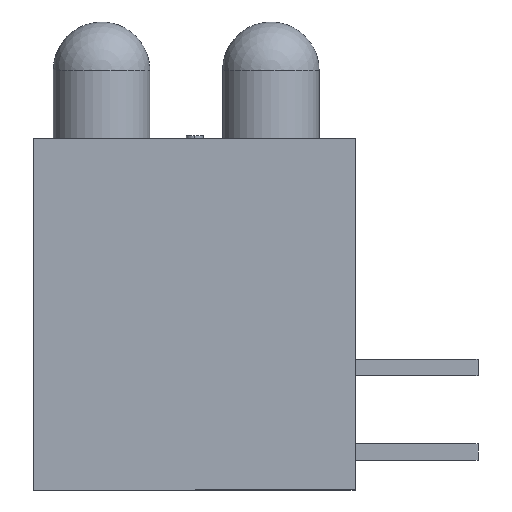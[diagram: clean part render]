
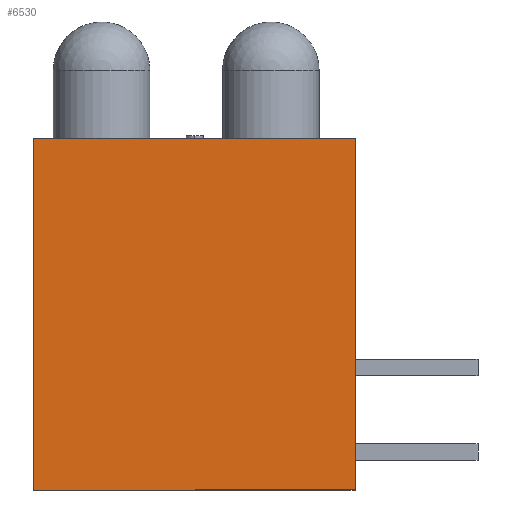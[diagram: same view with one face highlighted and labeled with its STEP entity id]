
A CAD part, left-side view. The second image highlights one B-rep face of the part: STEP entity #6530.
In plain terms, the highlighted planar face has unit normal (-1, 0, 0).
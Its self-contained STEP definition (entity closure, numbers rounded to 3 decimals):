
#6278 = VERTEX_POINT ( 'NONE', #10376 ) ;
#6450 = EDGE_CURVE ( 'NONE', #6278, #6465, #10911, .T. ) ;
#6465 = VERTEX_POINT ( 'NONE', #10922 ) ;
#6466 = EDGE_CURVE ( 'NONE', #7230, #6472, #10894, .T. ) ;
#6472 = VERTEX_POINT ( 'NONE', #10905 ) ;
#6521 = EDGE_CURVE ( 'NONE', #7230, #6278, #11051, .T. ) ;
#6530 = ADVANCED_FACE ( 'NONE', ( #11064 ), #11128, .F. ) ;
#6535 = EDGE_LOOP ( 'NONE', ( #7164, #7169, #7171, #7166 ) ) ;
#7164 = ORIENTED_EDGE ( 'NONE', *, *, #7179, .F. ) ;
#7166 = ORIENTED_EDGE ( 'NONE', *, *, #6450, .T. ) ;
#7169 = ORIENTED_EDGE ( 'NONE', *, *, #6466, .F. ) ;
#7171 = ORIENTED_EDGE ( 'NONE', *, *, #6521, .T. ) ;
#7179 = EDGE_CURVE ( 'NONE', #6472, #6465, #13177, .T. ) ;
#7230 = VERTEX_POINT ( 'NONE', #13227 ) ;
#10376 = CARTESIAN_POINT ( 'NONE',  ( -2.16, 4.825, -5.27 ) ) ;
#10894 = LINE ( 'NONE', #10943, #10942 ) ;
#10905 = CARTESIAN_POINT ( 'NONE',  ( -2.16, -4.825, 5.27 ) ) ;
#10906 = DIRECTION ( 'NONE',  ( 0., -1., 0. ) ) ;
#10907 = VECTOR ( 'NONE', #10906, 1000. ) ;
#10908 = CARTESIAN_POINT ( 'NONE',  ( -2.16, -0.087, -5.27 ) ) ;
#10911 = LINE ( 'NONE', #10908, #10907 ) ;
#10922 = CARTESIAN_POINT ( 'NONE',  ( -2.16, -4.825, -5.27 ) ) ;
#10941 = DIRECTION ( 'NONE',  ( 0., -1., 0. ) ) ;
#10942 = VECTOR ( 'NONE', #10941, 1000. ) ;
#10943 = CARTESIAN_POINT ( 'NONE',  ( -2.16, -0.087, 5.27 ) ) ;
#11051 = LINE ( 'NONE', #11065, #11079 ) ;
#11064 = FACE_OUTER_BOUND ( 'NONE', #6535, .T. ) ;
#11065 = CARTESIAN_POINT ( 'NONE',  ( -2.16, 4.825, -12.18 ) ) ;
#11078 = DIRECTION ( 'NONE',  ( 0., 0., -1. ) ) ;
#11079 = VECTOR ( 'NONE', #11078, 1000. ) ;
#11125 = DIRECTION ( 'NONE',  ( 0., 0., -1. ) ) ;
#11126 = DIRECTION ( 'NONE',  ( 1., 0., 0. ) ) ;
#11127 = CARTESIAN_POINT ( 'NONE',  ( -2.16, -0.087, -12.18 ) ) ;
#11128 = PLANE ( 'NONE',  #11129 ) ;
#11129 = AXIS2_PLACEMENT_3D ( 'NONE', #11127, #11126, #11125 ) ;
#13174 = DIRECTION ( 'NONE',  ( 0., 0., -1. ) ) ;
#13175 = VECTOR ( 'NONE', #13174, 1000. ) ;
#13176 = CARTESIAN_POINT ( 'NONE',  ( -2.16, -4.825, -12.18 ) ) ;
#13177 = LINE ( 'NONE', #13176, #13175 ) ;
#13227 = CARTESIAN_POINT ( 'NONE',  ( -2.16, 4.825, 5.27 ) ) ;
